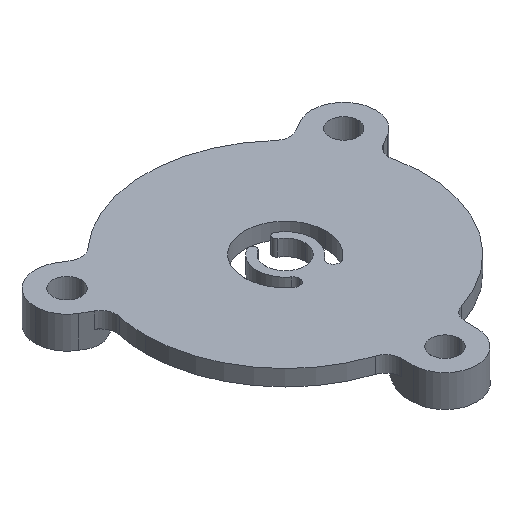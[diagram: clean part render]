
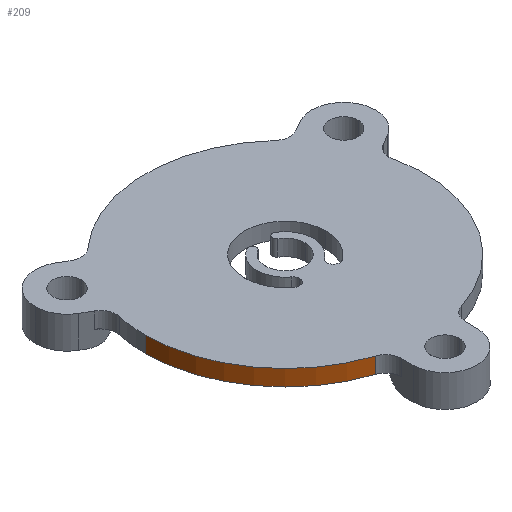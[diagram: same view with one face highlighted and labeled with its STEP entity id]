
A CAD part, isometric view. The second image highlights one B-rep face of the part: STEP entity #209.
In plain terms, the highlighted cylindrical face has radius 17.5 mm (diameter 35 mm), a partial arc.
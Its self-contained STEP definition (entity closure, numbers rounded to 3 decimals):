
#137 = DIRECTION ( 'NONE',  ( 0., 0., -1. ) ) ;
#142 = VERTEX_POINT ( 'NONE', #763 ) ;
#167 = DIRECTION ( 'NONE',  ( 0., 0., 1. ) ) ;
#209 = ADVANCED_FACE ( 'NONE', ( #592 ), #644, .T. ) ;
#214 = VERTEX_POINT ( 'NONE', #648 ) ;
#239 = DIRECTION ( 'NONE',  ( 0., 0., 1. ) ) ;
#265 = VECTOR ( 'NONE', #582, 1000. ) ;
#397 = CARTESIAN_POINT ( 'NONE',  ( -5.385, -16.651, 0. ) ) ;
#427 = VERTEX_POINT ( 'NONE', #1724 ) ;
#452 = EDGE_CURVE ( 'NONE', #1695, #214, #1065, .T. ) ;
#572 = EDGE_CURVE ( 'NONE', #142, #427, #741, .T. ) ;
#582 = DIRECTION ( 'NONE',  ( 0., 0., 1. ) ) ;
#592 = FACE_OUTER_BOUND ( 'NONE', #702, .T. ) ;
#644 = CYLINDRICAL_SURFACE ( 'NONE', #944, 17.5 ) ;
#648 = CARTESIAN_POINT ( 'NONE',  ( -5.385, -16.651, 2. ) ) ;
#702 = EDGE_LOOP ( 'NONE', ( #812, #961, #1353, #2044 ) ) ;
#738 = CIRCLE ( 'NONE', #791, 17.5 ) ;
#741 = LINE ( 'NONE', #902, #1928 ) ;
#763 = CARTESIAN_POINT ( 'NONE',  ( -17.5, 0., 2. ) ) ;
#791 = AXIS2_PLACEMENT_3D ( 'NONE', #1916, #239, #1438 ) ;
#812 = ORIENTED_EDGE ( 'NONE', *, *, #2048, .F. ) ;
#833 = CARTESIAN_POINT ( 'NONE',  ( 0., 0., 2. ) ) ;
#902 = CARTESIAN_POINT ( 'NONE',  ( -17.5, 0., 2. ) ) ;
#926 = CIRCLE ( 'NONE', #2034, 17.5 ) ;
#944 = AXIS2_PLACEMENT_3D ( 'NONE', #971, #137, #1652 ) ;
#961 = ORIENTED_EDGE ( 'NONE', *, *, #572, .T. ) ;
#971 = CARTESIAN_POINT ( 'NONE',  ( 0., 0., 2. ) ) ;
#1065 = LINE ( 'NONE', #1076, #265 ) ;
#1068 = DIRECTION ( 'NONE',  ( 0., 0., -1. ) ) ;
#1076 = CARTESIAN_POINT ( 'NONE',  ( -5.385, -16.651, 2. ) ) ;
#1178 = EDGE_CURVE ( 'NONE', #427, #1695, #738, .T. ) ;
#1353 = ORIENTED_EDGE ( 'NONE', *, *, #1178, .T. ) ;
#1438 = DIRECTION ( 'NONE',  ( 1., 0., 0. ) ) ;
#1652 = DIRECTION ( 'NONE',  ( -1., 0., 0. ) ) ;
#1695 = VERTEX_POINT ( 'NONE', #397 ) ;
#1724 = CARTESIAN_POINT ( 'NONE',  ( -17.5, 0., 0. ) ) ;
#1916 = CARTESIAN_POINT ( 'NONE',  ( 0., 0., 0. ) ) ;
#1928 = VECTOR ( 'NONE', #1068, 1000. ) ;
#2017 = DIRECTION ( 'NONE',  ( 1., 0., 0. ) ) ;
#2034 = AXIS2_PLACEMENT_3D ( 'NONE', #833, #167, #2017 ) ;
#2044 = ORIENTED_EDGE ( 'NONE', *, *, #452, .T. ) ;
#2048 = EDGE_CURVE ( 'NONE', #142, #214, #926, .T. ) ;
